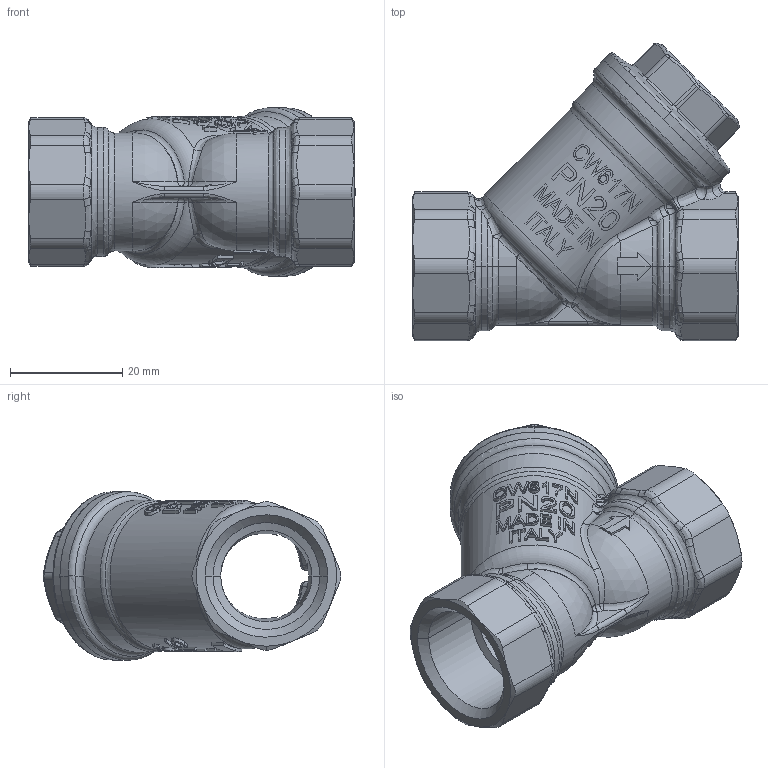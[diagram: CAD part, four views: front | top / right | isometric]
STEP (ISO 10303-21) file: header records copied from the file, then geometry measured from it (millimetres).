
FILE_DESCRIPTION (( 'STEP AP214' ), '1' );
FILE_NAME ('IT-STRAIN19204.STEP', '2018-09-14T14:01:41', ( '' ), ( '' ), 'SwSTEP 2.0', 'SolidWorks 2018', '' );
FILE_SCHEMA (( 'AUTOMOTIVE_DESIGN' ));
Length unit declared in the file: millimetre
Products named in the file (1): IT-STRAIN19204
Bounding box: 58.24 x 52.99 x 30 mm (x, y, z)
Surface area: 10227.5 mm2 (no closed solid volume)
Topology: 0 solids, 2 shells, 707 faces, 1805 edges, 1127 vertices
Faces by surface type: plane 258, bspline 249, cylinder 100, cone 49, torus 37, sphere 14
Entity records: 34497 total; most frequent: CARTESIAN_POINT 22186, ORIENTED_EDGE 3564, EDGE_CURVE 1791, B_SPLINE_CURVE_WITH_KNOTS 1655, VERTEX_POINT 1127, DIRECTION 918, EDGE_LOOP 750, ADVANCED_FACE 707
